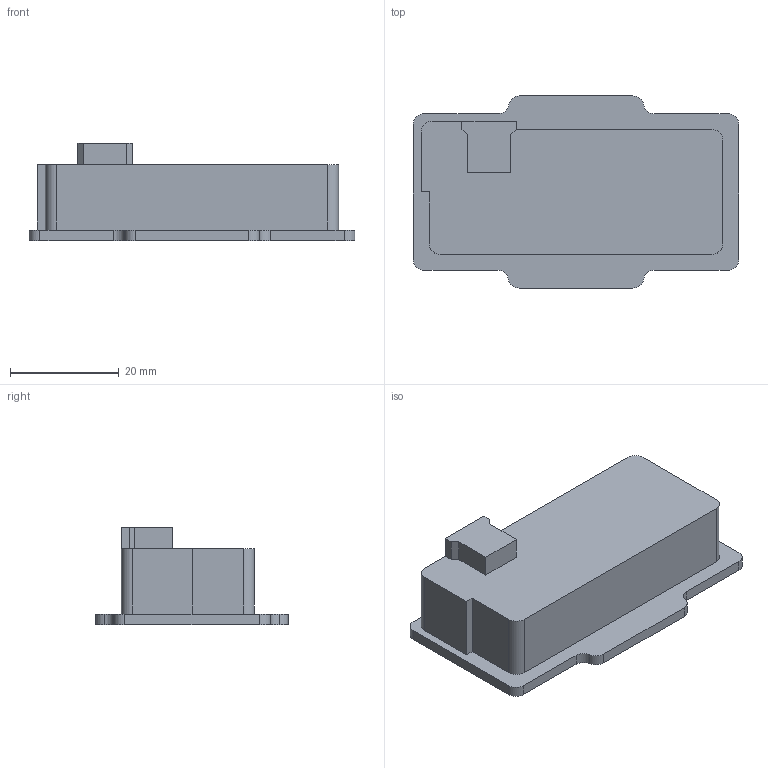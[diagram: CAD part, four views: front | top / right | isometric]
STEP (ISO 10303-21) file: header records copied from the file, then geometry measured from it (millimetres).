
FILE_DESCRIPTION(/* description */ (''),/* implementation_level */ '2;1');
FILE_NAME(/* name */ 'Emotibit_pour_moule.step',/* time_stamp */ '2019-01-17T18:57:36-05:00',/* author */ ('pingouin000'),/* organization */ (''),/* preprocessor_version */ 'ST-DEVELOPER v17.2',/* originating_system */ 'Autodesk Translation Framework v7.6.0.251',/* authorisation */ '');
FILE_SCHEMA (('AUTOMOTIVE_DESIGN { 1 0 10303 214 3 1 1 }'));
Length unit declared in the file: millimetre
Products named in the file (1): Emotibit_NEGATIF
Bounding box: 60 x 35.4 x 18 mm (x, y, z)
Volume: 19481.7 mm3; surface area: 6168.5 mm2
Topology: 1 solids, 1 shells, 42 faces, 116 edges, 77 vertices
Faces by surface type: plane 26, cylinder 16
Entity records: 1384 total; most frequent: CARTESIAN_POINT 236, DIRECTION 234, ORIENTED_EDGE 232, EDGE_CURVE 116, LINE 84, VECTOR 84, VERTEX_POINT 77, AXIS2_PLACEMENT_3D 75
